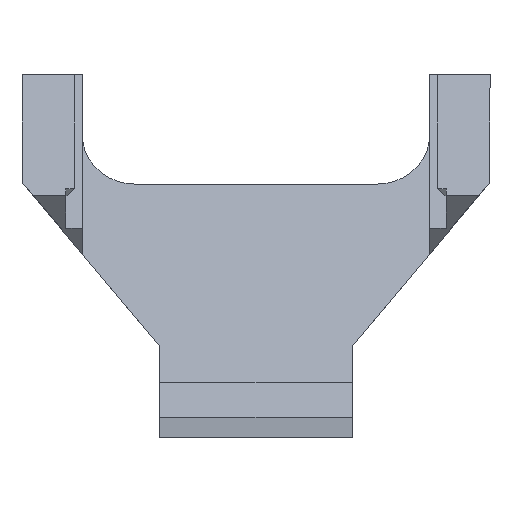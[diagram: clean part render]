
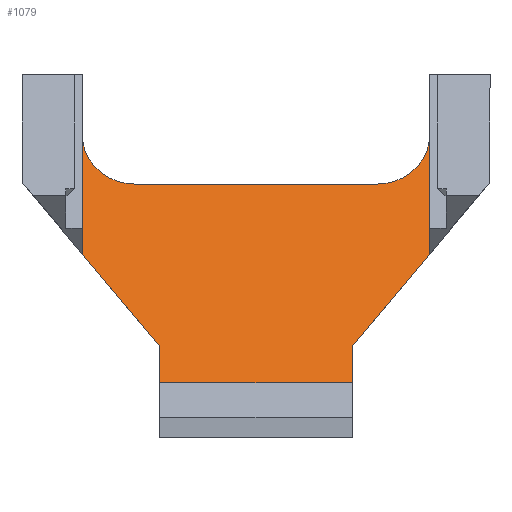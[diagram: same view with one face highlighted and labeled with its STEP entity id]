
A CAD part, front view. The second image highlights one B-rep face of the part: STEP entity #1079.
In plain terms, the highlighted face is planar.
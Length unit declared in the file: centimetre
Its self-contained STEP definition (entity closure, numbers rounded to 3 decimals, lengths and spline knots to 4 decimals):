
#25=CIRCLE('',#1119,0.35);
#30=CIRCLE('',#1147,0.35);
#72=PLANE('',#1151);
#126=FACE_OUTER_BOUND('',#183,.T.);
#183=EDGE_LOOP('',(#980,#981,#982,#983,#984,#985,#986,#987,#988,#989));
#217=LINE('',#1506,#353);
#228=LINE('',#1528,#364);
#236=LINE('',#1542,#372);
#265=LINE('',#1600,#401);
#266=LINE('',#1603,#402);
#306=LINE('',#1701,#442);
#316=LINE('',#1719,#452);
#320=LINE('',#1733,#456);
#353=VECTOR('',#1209,1.);
#364=VECTOR('',#1222,1.);
#372=VECTOR('',#1236,1.);
#401=VECTOR('',#1287,1.);
#402=VECTOR('',#1290,1.);
#442=VECTOR('',#1386,1.);
#452=VECTOR('',#1398,1.);
#456=VECTOR('',#1416,1.);
#499=VERTEX_POINT('',#1503);
#500=VERTEX_POINT('',#1505);
#509=VERTEX_POINT('',#1525);
#510=VERTEX_POINT('',#1527);
#525=VERTEX_POINT('',#1583);
#532=VERTEX_POINT('',#1602);
#538=VERTEX_POINT('',#1618);
#562=VERTEX_POINT('',#1695);
#569=VERTEX_POINT('',#1717);
#572=VERTEX_POINT('',#1725);
#603=EDGE_CURVE('',#500,#499,#217,.T.);
#614=EDGE_CURVE('',#509,#510,#228,.T.);
#622=EDGE_CURVE('',#509,#500,#236,.T.);
#651=EDGE_CURVE('',#510,#525,#265,.F.);
#652=EDGE_CURVE('',#525,#532,#266,.T.);
#660=EDGE_CURVE('',#538,#532,#25,.T.);
#700=EDGE_CURVE('',#499,#562,#306,.F.);
#710=EDGE_CURVE('',#562,#569,#316,.T.);
#713=EDGE_CURVE('',#572,#569,#30,.T.);
#717=EDGE_CURVE('',#572,#538,#320,.T.);
#980=ORIENTED_EDGE('',*,*,#622,.T.);
#981=ORIENTED_EDGE('',*,*,#603,.T.);
#982=ORIENTED_EDGE('',*,*,#700,.T.);
#983=ORIENTED_EDGE('',*,*,#710,.T.);
#984=ORIENTED_EDGE('',*,*,#713,.F.);
#985=ORIENTED_EDGE('',*,*,#717,.T.);
#986=ORIENTED_EDGE('',*,*,#660,.T.);
#987=ORIENTED_EDGE('',*,*,#652,.F.);
#988=ORIENTED_EDGE('',*,*,#651,.F.);
#989=ORIENTED_EDGE('',*,*,#614,.F.);
#1079=ADVANCED_FACE('',(#126),#72,.F.);
#1119=AXIS2_PLACEMENT_3D('',#1619,#1304,#1305);
#1147=AXIS2_PLACEMENT_3D('',#1727,#1406,#1407);
#1151=AXIS2_PLACEMENT_3D('',#1735,#1418,#1419);
#1209=DIRECTION('',(-0.276,0.276,0.921));
#1222=DIRECTION('',(-0.276,0.276,0.921));
#1236=DIRECTION('',(0.707,0.707,0.));
#1287=DIRECTION('',(0.651,0.214,-0.728));
#1290=DIRECTION('',(-0.276,0.276,0.921));
#1304=DIRECTION('center_axis',(-0.651,0.651,-0.391));
#1305=DIRECTION('ref_axis',(-0.305,-0.695,-0.651));
#1386=DIRECTION('',(-0.214,-0.651,-0.728));
#1398=DIRECTION('',(-0.276,0.276,0.921));
#1406=DIRECTION('center_axis',(0.651,-0.651,0.391));
#1407=DIRECTION('ref_axis',(0.695,0.305,-0.651));
#1416=DIRECTION('',(-0.707,-0.707,0.));
#1418=DIRECTION('center_axis',(-0.651,0.651,-0.391));
#1419=DIRECTION('ref_axis',(0.276,-0.276,-0.921));
#1503=CARTESIAN_POINT('',(-1.3678,0.8619,-2.3));
#1505=CARTESIAN_POINT('',(-1.2506,0.7447,-2.6906));
#1506=CARTESIAN_POINT('',(-1.4156,0.9097,-2.1408));
#1525=CARTESIAN_POINT('',(-2.1506,-0.1553,-2.6906));
#1527=CARTESIAN_POINT('',(-2.2678,-0.0381,-2.3));
#1528=CARTESIAN_POINT('',(-2.3156,0.0097,-2.1408));
#1542=CARTESIAN_POINT('',(-1.7006,0.2947,-2.6906));
#1583=CARTESIAN_POINT('',(-2.8147,-0.2175,-1.6879));
#1600=CARTESIAN_POINT('',(-2.4717,-0.105,-2.0718));
#1602=CARTESIAN_POINT('',(-3.0507,0.0185,-0.9017));
#1603=CARTESIAN_POINT('',(-2.5741,-0.4581,-2.4896));
#1618=CARTESIAN_POINT('',(-2.7065,0.1692,-1.2239));
#1619=CARTESIAN_POINT('Origin',(-2.8032,0.2659,-0.9017));
#1695=CARTESIAN_POINT('',(-1.1884,1.4088,-1.6879));
#1701=CARTESIAN_POINT('',(-1.3009,1.0658,-2.0718));
#1717=CARTESIAN_POINT('',(-1.4244,1.6448,-0.9017));
#1719=CARTESIAN_POINT('',(-0.9478,1.1682,-2.4896));
#1725=CARTESIAN_POINT('',(-1.5752,1.3006,-1.2239));
#1727=CARTESIAN_POINT('Origin',(-1.6719,1.3973,-0.9017));
#1733=CARTESIAN_POINT('',(-2.1408,0.7349,-1.2239));
#1735=CARTESIAN_POINT('Origin',(-1.8922,0.4863,-2.0524));
